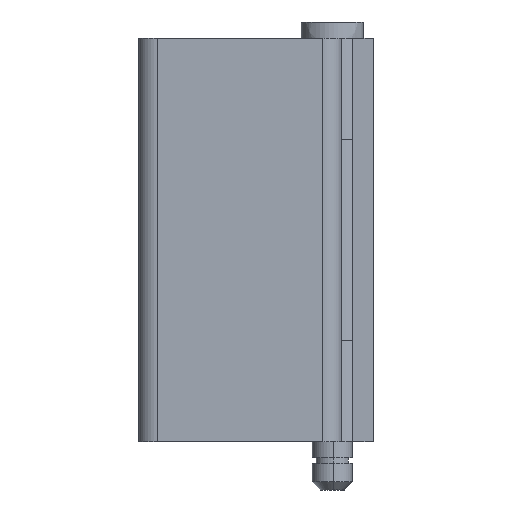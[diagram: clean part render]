
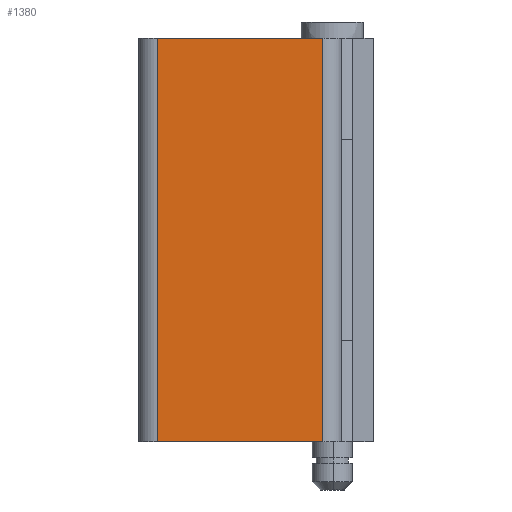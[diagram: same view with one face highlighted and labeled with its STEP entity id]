
A CAD part, front view. The second image highlights one B-rep face of the part: STEP entity #1380.
In plain terms, the highlighted free-form (B-spline) face has degree [1, 1] with [2, 2] control points.
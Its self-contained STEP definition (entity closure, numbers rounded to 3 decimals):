
#1310=CARTESIAN_POINT('',(-21.7,-17.0,6.0));
#1311=VERTEX_POINT('',#1310);
#1327=CARTESIAN_POINT('',(-21.7,-17.0,56.0));
#1328=VERTEX_POINT('',#1327);
#1329=CARTESIAN_POINT('',(-21.7,-17.0,56.0));
#1330=CARTESIAN_POINT('',(-21.7,-17.0,6.0));
#1331=QUASI_UNIFORM_CURVE('',1,(#1329,#1330),.UNSPECIFIED.,.F.,.U.);
#1332=EDGE_CURVE('',#1328,#1311,#1331,.T.);
#1353=CARTESIAN_POINT('',(-22.726,-17.0,58.497));
#1354=CARTESIAN_POINT('',(-22.726,-17.0,3.502));
#1355=CARTESIAN_POINT('',(-0.124,-17.0,58.497));
#1356=CARTESIAN_POINT('',(-0.124,-17.0,3.502));
#1357=B_SPLINE_SURFACE_WITH_KNOTS('',1,1,((#1353,#1355),(#1354,#1356)),.UNSPECIFIED.,.F.,.F.,.U.,(2,2),(2,2),(0.0,54.995),(0.0,22.603),.UNSPECIFIED.);
#1358=CARTESIAN_POINT('',(-1.15,-17.,6.0));
#1359=VERTEX_POINT('',#1358);
#1360=CARTESIAN_POINT('',(-1.15,-17.,6.0));
#1361=CARTESIAN_POINT('',(-21.7,-17.0,6.0));
#1362=QUASI_UNIFORM_CURVE('',1,(#1360,#1361),.UNSPECIFIED.,.F.,.U.);
#1363=EDGE_CURVE('',#1359,#1311,#1362,.T.);
#1364=ORIENTED_EDGE('',*,*,#1363,.F.);
#1365=CARTESIAN_POINT('',(-1.15,-17.,56.0));
#1366=VERTEX_POINT('',#1365);
#1367=CARTESIAN_POINT('',(-1.15,-17.,56.0));
#1368=CARTESIAN_POINT('',(-1.15,-17.,6.0));
#1369=QUASI_UNIFORM_CURVE('',1,(#1367,#1368),.UNSPECIFIED.,.F.,.U.);
#1370=EDGE_CURVE('',#1366,#1359,#1369,.T.);
#1371=ORIENTED_EDGE('',*,*,#1370,.F.);
#1372=CARTESIAN_POINT('',(-1.15,-17.,56.0));
#1373=CARTESIAN_POINT('',(-21.7,-17.0,56.0));
#1374=QUASI_UNIFORM_CURVE('',1,(#1372,#1373),.UNSPECIFIED.,.F.,.U.);
#1375=EDGE_CURVE('',#1366,#1328,#1374,.T.);
#1376=ORIENTED_EDGE('',*,*,#1375,.T.);
#1377=ORIENTED_EDGE('',*,*,#1332,.T.);
#1378=EDGE_LOOP('',(#1364,#1371,#1376,#1377));
#1379=FACE_OUTER_BOUND('',#1378,.T.);
#1380=ADVANCED_FACE('',(#1379),#1357,.T.);
